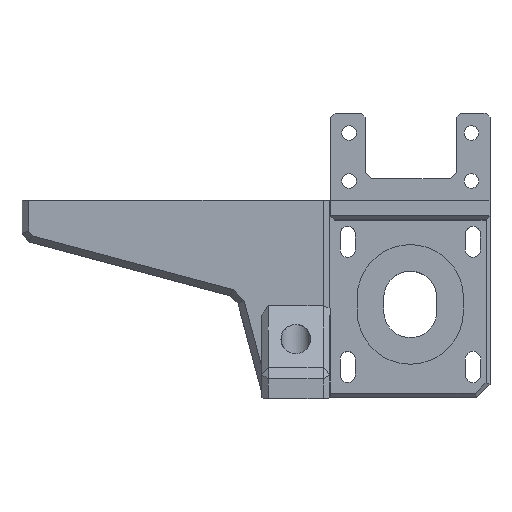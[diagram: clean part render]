
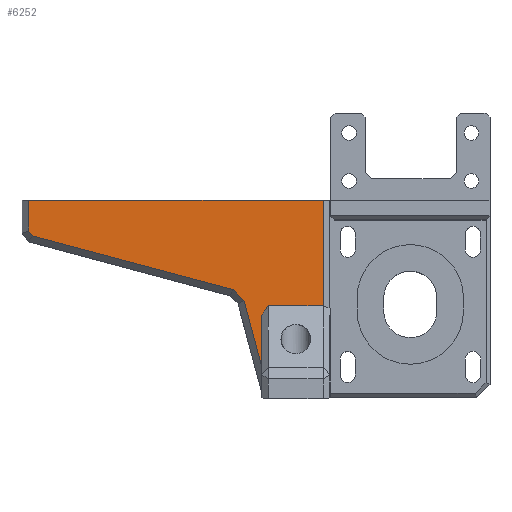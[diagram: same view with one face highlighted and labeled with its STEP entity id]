
A CAD part, top view. The second image highlights one B-rep face of the part: STEP entity #6252.
In plain terms, the highlighted planar face has unit normal (0, 0, 1).
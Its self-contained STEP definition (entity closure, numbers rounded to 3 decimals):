
#89=PLANE('',#6634);
#395=FACE_OUTER_BOUND('',#743,.T.);
#743=EDGE_LOOP('',(#5076,#5077,#5078,#5079,#5080,#5081,#5082,#5083,#5084,
#5085));
#1561=LINE('',#14235,#2051);
#1572=LINE('',#20158,#2062);
#1576=LINE('',#20166,#2066);
#1577=LINE('',#20168,#2067);
#1578=LINE('',#20170,#2068);
#1579=LINE('',#20172,#2069);
#1580=LINE('',#20173,#2070);
#1581=LINE('',#20175,#2071);
#1582=LINE('',#20177,#2072);
#1583=LINE('',#20178,#2073);
#2051=VECTOR('',#7385,10.);
#2062=VECTOR('',#7478,10.);
#2066=VECTOR('',#7484,10.);
#2067=VECTOR('',#7485,10.);
#2068=VECTOR('',#7486,10.);
#2069=VECTOR('',#7487,10.);
#2070=VECTOR('',#7488,10.);
#2071=VECTOR('',#7489,10.);
#2072=VECTOR('',#7490,10.);
#2073=VECTOR('',#7491,10.);
#2719=VERTEX_POINT('',#14232);
#2720=VERTEX_POINT('',#14234);
#2750=VERTEX_POINT('',#20155);
#2751=VERTEX_POINT('',#20157);
#2754=VERTEX_POINT('',#20165);
#2755=VERTEX_POINT('',#20167);
#2756=VERTEX_POINT('',#20169);
#2757=VERTEX_POINT('',#20171);
#2758=VERTEX_POINT('',#20174);
#2759=VERTEX_POINT('',#20176);
#3497=EDGE_CURVE('',#2719,#2720,#1561,.T.);
#3560=EDGE_CURVE('',#2750,#2751,#1572,.T.);
#3564=EDGE_CURVE('',#2719,#2754,#1576,.T.);
#3565=EDGE_CURVE('',#2754,#2755,#1577,.T.);
#3566=EDGE_CURVE('',#2755,#2756,#1578,.T.);
#3567=EDGE_CURVE('',#2756,#2757,#1579,.T.);
#3568=EDGE_CURVE('',#2757,#2751,#1580,.T.);
#3569=EDGE_CURVE('',#2750,#2758,#1581,.F.);
#3570=EDGE_CURVE('',#2758,#2759,#1582,.T.);
#3571=EDGE_CURVE('',#2759,#2720,#1583,.T.);
#5076=ORIENTED_EDGE('',*,*,#3564,.T.);
#5077=ORIENTED_EDGE('',*,*,#3565,.T.);
#5078=ORIENTED_EDGE('',*,*,#3566,.T.);
#5079=ORIENTED_EDGE('',*,*,#3567,.T.);
#5080=ORIENTED_EDGE('',*,*,#3568,.T.);
#5081=ORIENTED_EDGE('',*,*,#3560,.F.);
#5082=ORIENTED_EDGE('',*,*,#3569,.T.);
#5083=ORIENTED_EDGE('',*,*,#3570,.T.);
#5084=ORIENTED_EDGE('',*,*,#3571,.T.);
#5085=ORIENTED_EDGE('',*,*,#3497,.F.);
#6252=ADVANCED_FACE('',(#395),#89,.F.);
#6634=AXIS2_PLACEMENT_3D('',#20164,#7482,#7483);
#7385=DIRECTION('',(1.,0.,0.));
#7478=DIRECTION('',(0.,-1.,0.));
#7482=DIRECTION('center_axis',(0.,0.,
-1.));
#7483=DIRECTION('ref_axis',(-1.,0.,0.));
#7484=DIRECTION('',(0.,-1.,0.));
#7485=DIRECTION('',(0.609,-0.793,0.));
#7486=DIRECTION('',(0.966,-0.259,0.));
#7487=DIRECTION('',(0.707,-0.707,0.));
#7488=DIRECTION('',(0.259,-0.966,0.));
#7489=DIRECTION('',(-0.577,-0.816,0.));
#7490=DIRECTION('',(1.,0.,0.));
#7491=DIRECTION('',(0.,1.,0.));
#14232=CARTESIAN_POINT('',(584.887,8.148,-306.5));
#14234=CARTESIAN_POINT('',(695.75,8.148,-306.5));
#14235=CARTESIAN_POINT('',(633.,8.148,-306.5));
#20155=CARTESIAN_POINT('',(672.603,-35.138,-306.5));
#20157=CARTESIAN_POINT('',(672.603,-54.528,-306.5));
#20158=CARTESIAN_POINT('',(672.603,-47.915,-306.5));
#20164=CARTESIAN_POINT('Origin',(640.318,-29.227,-306.5));
#20165=CARTESIAN_POINT('',(584.887,-3.501,-306.5));
#20166=CARTESIAN_POINT('',(584.887,-16.789,-306.5));
#20167=CARTESIAN_POINT('',(586.269,-5.302,-306.5));
#20168=CARTESIAN_POINT('',(602.319,-26.22,-306.5));
#20169=CARTESIAN_POINT('',(661.909,-25.57,-306.5));
#20170=CARTESIAN_POINT('',(651.97,-22.907,-306.5));
#20171=CARTESIAN_POINT('',(665.918,-29.579,-306.5));
#20172=CARTESIAN_POINT('',(659.193,-22.854,-306.5));
#20173=CARTESIAN_POINT('',(669.566,-43.195,-306.5));
#20174=CARTESIAN_POINT('',(675.103,-31.602,-306.5));
#20175=CARTESIAN_POINT('',(664.44,-46.682,-306.5));
#20176=CARTESIAN_POINT('',(695.75,-31.602,-306.5));
#20177=CARTESIAN_POINT('',(662.872,-31.602,-306.5));
#20178=CARTESIAN_POINT('',(695.75,5.148,-306.5));
